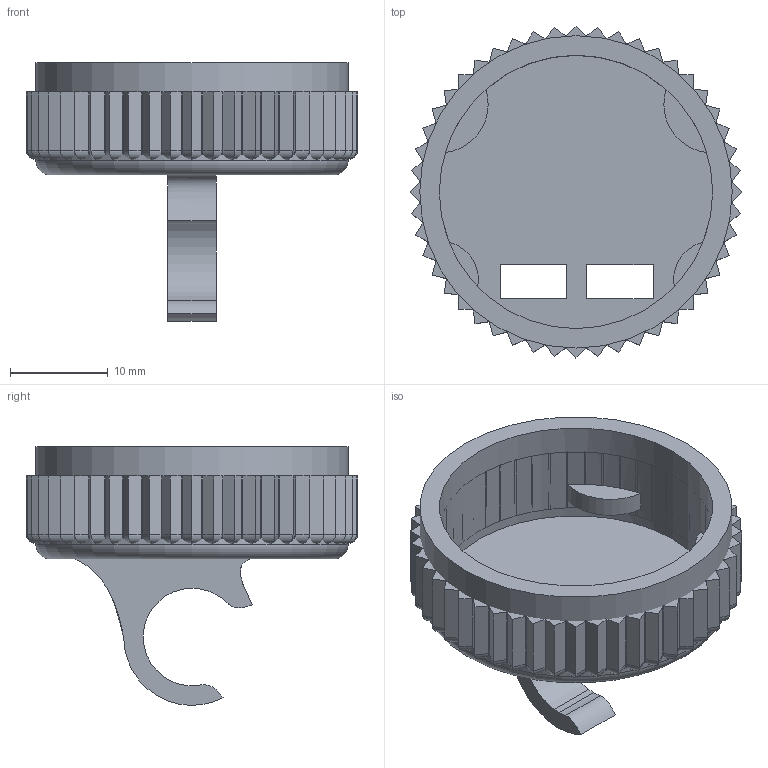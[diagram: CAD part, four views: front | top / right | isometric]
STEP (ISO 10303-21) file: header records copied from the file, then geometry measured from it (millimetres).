
FILE_DESCRIPTION(/* description */ (''),/* implementation_level */ '2;1');
FILE_NAME(/* name */ 'bottom_case_and_clamp.step',/* time_stamp */ '2025-06-17T19:26:08+12:00',/* author */ (''),/* organization */ (''),/* preprocessor_version */ 'ST-DEVELOPER v20.1',/* originating_system */ 'Autodesk Translation Framework v14.10.0.0',/* authorisation */ '');
FILE_SCHEMA (('AUTOMOTIVE_DESIGN { 1 0 10303 214 3 1 1 }'));
Length unit declared in the file: millimetre
Products named in the file (1): Bottom Case
Bounding box: 34 x 34 x 26.49 mm (x, y, z)
Volume: 4595.9 mm3; surface area: 7405 mm2
Topology: 49 solids, 49 shells, 520 faces, 1248 edges, 832 vertices
Faces by surface type: plane 405, cylinder 107, bspline 7, torus 1
Full cylindrical faces by diameter (mm): 28 x1, 32 x1
Entity records: 15263 total; most frequent: CARTESIAN_POINT 2896, DIRECTION 2535, ORIENTED_EDGE 2496, EDGE_CURVE 1248, LINE 961, VECTOR 961, VERTEX_POINT 832, AXIS2_PLACEMENT_3D 787
